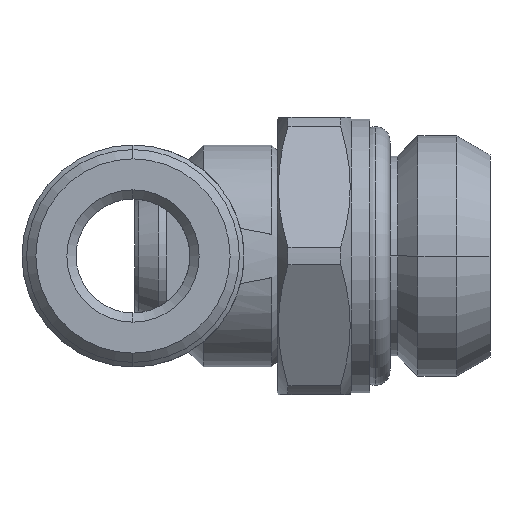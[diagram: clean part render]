
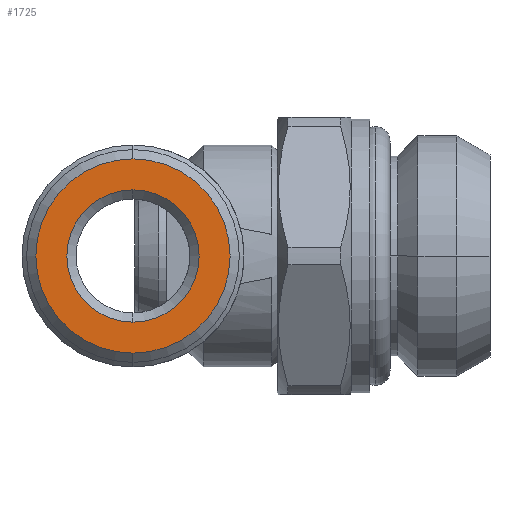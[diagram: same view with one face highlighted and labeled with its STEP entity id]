
A CAD part, left-side view. The second image highlights one B-rep face of the part: STEP entity #1725.
In plain terms, the highlighted planar face has unit normal (-1, 0, 0).
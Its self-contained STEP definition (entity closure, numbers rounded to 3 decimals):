
#328 = DIRECTION ( 'NONE',  ( 0., 0., 1. ) ) ;
#329 = DIRECTION ( 'NONE',  ( 1., 0., 0. ) ) ;
#330 = AXIS2_PLACEMENT_3D ( 'NONE', #372, #329, #328 ) ;
#331 = CIRCLE ( 'NONE', #330, 3.575 ) ;
#334 = DIRECTION ( 'NONE',  ( 0., 0., 1. ) ) ;
#335 = DIRECTION ( 'NONE',  ( 1., 0., 0. ) ) ;
#336 = CARTESIAN_POINT ( 'NONE',  ( -20.3, 0., 0. ) ) ;
#337 = AXIS2_PLACEMENT_3D ( 'NONE', #336, #335, #334 ) ;
#338 = CIRCLE ( 'NONE', #337, 5.25 ) ;
#357 = PLANE ( 'NONE',  #370 ) ;
#369 = CARTESIAN_POINT ( 'NONE',  ( -20.3, 5.25, 0. ) ) ;
#370 = AXIS2_PLACEMENT_3D ( 'NONE', #369, #374, #373 ) ;
#372 = CARTESIAN_POINT ( 'NONE',  ( -20.3, 0., 0. ) ) ;
#373 = DIRECTION ( 'NONE',  ( 0., 0., 1. ) ) ;
#374 = DIRECTION ( 'NONE',  ( 1., 0., 0. ) ) ;
#377 = FACE_BOUND ( 'NONE', #1730, .T. ) ;
#378 = FACE_OUTER_BOUND ( 'NONE', #1726, .T. ) ;
#468 = VERTEX_POINT ( 'NONE', #2037 ) ;
#475 = EDGE_CURVE ( 'NONE', #468, #507, #2012, .T. ) ;
#507 = VERTEX_POINT ( 'NONE', #2082 ) ;
#768 = EDGE_CURVE ( 'NONE', #769, #770, #2341, .T. ) ;
#769 = VERTEX_POINT ( 'NONE', #2331 ) ;
#770 = VERTEX_POINT ( 'NONE', #2330 ) ;
#1725 = ADVANCED_FACE ( 'NONE', ( #378, #377 ), #357, .F. ) ;
#1726 = EDGE_LOOP ( 'NONE', ( #1727, #1728 ) ) ;
#1727 = ORIENTED_EDGE ( 'NONE', *, *, #768, .F. ) ;
#1728 = ORIENTED_EDGE ( 'NONE', *, *, #1729, .F. ) ;
#1729 = EDGE_CURVE ( 'NONE', #770, #769, #338, .T. ) ;
#1730 = EDGE_LOOP ( 'NONE', ( #1731, #1732 ) ) ;
#1731 = ORIENTED_EDGE ( 'NONE', *, *, #475, .T. ) ;
#1732 = ORIENTED_EDGE ( 'NONE', *, *, #1733, .T. ) ;
#1733 = EDGE_CURVE ( 'NONE', #507, #468, #331, .T. ) ;
#2006 = DIRECTION ( 'NONE',  ( 0., 0., 1. ) ) ;
#2008 = DIRECTION ( 'NONE',  ( 1., 0., 0. ) ) ;
#2010 = CARTESIAN_POINT ( 'NONE',  ( -20.3, 0., 0. ) ) ;
#2011 = AXIS2_PLACEMENT_3D ( 'NONE', #2010, #2008, #2006 ) ;
#2012 = CIRCLE ( 'NONE', #2011, 3.575 ) ;
#2037 = CARTESIAN_POINT ( 'NONE',  ( -20.3, 0., -3.575 ) ) ;
#2082 = CARTESIAN_POINT ( 'NONE',  ( -20.3, 0., 3.575 ) ) ;
#2330 = CARTESIAN_POINT ( 'NONE',  ( -20.3, 0., -5.25 ) ) ;
#2331 = CARTESIAN_POINT ( 'NONE',  ( -20.3, 0., 5.25 ) ) ;
#2332 = DIRECTION ( 'NONE',  ( 0., 0., 1. ) ) ;
#2333 = DIRECTION ( 'NONE',  ( 1., 0., 0. ) ) ;
#2334 = CARTESIAN_POINT ( 'NONE',  ( -20.3, 0., 0. ) ) ;
#2335 = AXIS2_PLACEMENT_3D ( 'NONE', #2334, #2333, #2332 ) ;
#2341 = CIRCLE ( 'NONE', #2335, 5.25 ) ;
